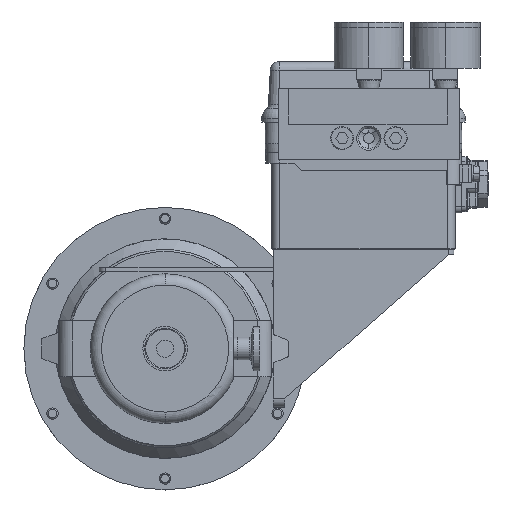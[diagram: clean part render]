
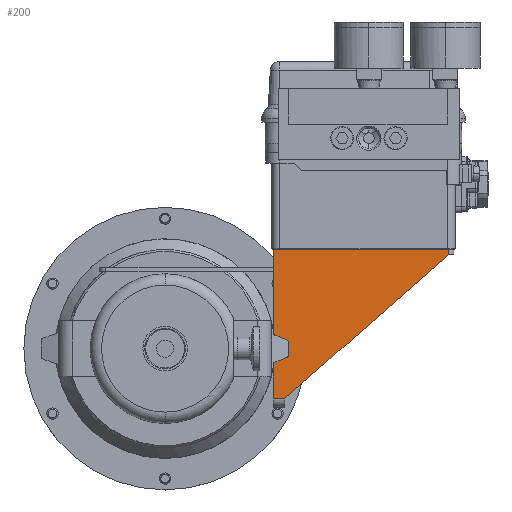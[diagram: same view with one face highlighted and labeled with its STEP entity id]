
A CAD part, front view. The second image highlights one B-rep face of the part: STEP entity #200.
In plain terms, the highlighted planar face has unit normal (0, -1, 0).
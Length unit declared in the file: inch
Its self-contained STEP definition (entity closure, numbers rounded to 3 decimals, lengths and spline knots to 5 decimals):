
#200 = ADVANCED_FACE ( 'NONE', ( #33285 ), #19288, .F. ) ;
#383 = VERTEX_POINT ( 'NONE', #20079 ) ;
#658 = VECTOR ( 'NONE', #20098, 39.37008 ) ;
#870 = ORIENTED_EDGE ( 'NONE', *, *, #16000, .F. ) ;
#1075 = DIRECTION ( 'NONE',  ( 1., 0., 0. ) ) ;
#1145 = CARTESIAN_POINT ( 'NONE',  ( 2.45, 1.31, 0.35574 ) ) ;
#1234 = DIRECTION ( 'NONE',  ( 0., 0., -1. ) ) ;
#1345 = DIRECTION ( 'NONE',  ( -0.929, 0., 0.369 ) ) ;
#3577 = VECTOR ( 'NONE', #1345, 39.37008 ) ;
#4325 = LINE ( 'NONE', #9006, #8276 ) ;
#4894 = DIRECTION ( 'NONE',  ( 0., 1., 0. ) ) ;
#5052 = CARTESIAN_POINT ( 'NONE',  ( 2.39, 1.31001, 2.19501 ) ) ;
#5211 = EDGE_CURVE ( 'NONE', #20759, #18246, #24743, .T. ) ;
#5689 = CARTESIAN_POINT ( 'NONE',  ( 2.45, 1.31, -0.35573 ) ) ;
#6837 = ORIENTED_EDGE ( 'NONE', *, *, #5211, .F. ) ;
#7034 = VECTOR ( 'NONE', #10174, 39.37008 ) ;
#7644 = LINE ( 'NONE', #42224, #7034 ) ;
#7847 = ORIENTED_EDGE ( 'NONE', *, *, #36344, .F. ) ;
#7990 = AXIS2_PLACEMENT_3D ( 'NONE', #40235, #4894, #22423 ) ;
#8276 = VECTOR ( 'NONE', #19474, 39.37008 ) ;
#8403 = DIRECTION ( 'NONE',  ( 0., 1., 0. ) ) ;
#8595 = VERTEX_POINT ( 'NONE', #29947 ) ;
#8681 = DIRECTION ( 'NONE',  ( 1., 0., 0. ) ) ;
#9006 = CARTESIAN_POINT ( 'NONE',  ( 6.265, 1.31001, 2.19501 ) ) ;
#9222 = EDGE_LOOP ( 'NONE', ( #870, #19494, #9986, #18858, #36880, #17397, #7847, #6837, #46461, #14243, #21886, #15285, #34787, #27825 ) ) ;
#9250 = CARTESIAN_POINT ( 'NONE',  ( 2.73, 1.31, 0.13927 ) ) ;
#9440 = VERTEX_POINT ( 'NONE', #14610 ) ;
#9625 = EDGE_CURVE ( 'NONE', #13680, #10304, #4325, .T. ) ;
#9986 = ORIENTED_EDGE ( 'NONE', *, *, #26560, .F. ) ;
#10174 = DIRECTION ( 'NONE',  ( 0.929, 0., 0.369 ) ) ;
#10304 = VERTEX_POINT ( 'NONE', #37131 ) ;
#10566 = VERTEX_POINT ( 'NONE', #20585 ) ;
#10652 = LINE ( 'NONE', #5052, #14101 ) ;
#10948 = CIRCLE ( 'NONE', #25047, 0.06 ) ;
#11721 = VERTEX_POINT ( 'NONE', #15416 ) ;
#11724 = DIRECTION ( 'NONE',  ( 0., -1., 0. ) ) ;
#12054 = DIRECTION ( 'NONE',  ( 0., 0., -1. ) ) ;
#12181 = EDGE_CURVE ( 'NONE', #11721, #8595, #10948, .T. ) ;
#12555 = LINE ( 'NONE', #35955, #658 ) ;
#13233 = LINE ( 'NONE', #22795, #16065 ) ;
#13680 = VERTEX_POINT ( 'NONE', #15315 ) ;
#13709 = VERTEX_POINT ( 'NONE', #43950 ) ;
#13721 = DIRECTION ( 'NONE',  ( -0.751, 0., -0.66 ) ) ;
#14101 = VECTOR ( 'NONE', #8681, 39.37008 ) ;
#14243 = ORIENTED_EDGE ( 'NONE', *, *, #42064, .F. ) ;
#14608 = CARTESIAN_POINT ( 'NONE',  ( 2.42786, 1.31, 0.29997 ) ) ;
#14610 = CARTESIAN_POINT ( 'NONE',  ( 2.39, 1.31, -1.10499 ) ) ;
#15285 = ORIENTED_EDGE ( 'NONE', *, *, #12181, .F. ) ;
#15315 = CARTESIAN_POINT ( 'NONE',  ( 6.265, 1.31001, 2.19501 ) ) ;
#15382 = CIRCLE ( 'NONE', #24217, 0.06 ) ;
#15416 = CARTESIAN_POINT ( 'NONE',  ( 2.39, 1.31, -0.35573 ) ) ;
#15553 = DIRECTION ( 'NONE',  ( 0., 0., -1. ) ) ;
#15615 = CARTESIAN_POINT ( 'NONE',  ( 2.49042, 1.31001, 2.19501 ) ) ;
#16000 = EDGE_CURVE ( 'NONE', #10304, #38731, #19751, .T. ) ;
#16065 = VECTOR ( 'NONE', #29896, 39.37008 ) ;
#16234 = VERTEX_POINT ( 'NONE', #15615 ) ;
#16282 = CARTESIAN_POINT ( 'NONE',  ( 2.39, 1.31001, 2.19501 ) ) ;
#16704 = VERTEX_POINT ( 'NONE', #14608 ) ;
#17397 = ORIENTED_EDGE ( 'NONE', *, *, #25335, .F. ) ;
#18157 = CARTESIAN_POINT ( 'NONE',  ( 2.69214, 1.31, 0.19504 ) ) ;
#18246 = VERTEX_POINT ( 'NONE', #18157 ) ;
#18858 = ORIENTED_EDGE ( 'NONE', *, *, #20629, .F. ) ;
#19288 = PLANE ( 'NONE',  #7990 ) ;
#19474 = DIRECTION ( 'NONE',  ( 0., 0., -1. ) ) ;
#19494 = ORIENTED_EDGE ( 'NONE', *, *, #9625, .F. ) ;
#19516 = EDGE_CURVE ( 'NONE', #8595, #10566, #7644, .T. ) ;
#19751 = LINE ( 'NONE', #31649, #30445 ) ;
#20079 = CARTESIAN_POINT ( 'NONE',  ( 2.39, 1.31001, 2.19501 ) ) ;
#20098 = DIRECTION ( 'NONE',  ( 0., 0., 1. ) ) ;
#20585 = CARTESIAN_POINT ( 'NONE',  ( 2.69214, 1.31, -0.19503 ) ) ;
#20629 = EDGE_CURVE ( 'NONE', #383, #16234, #25707, .T. ) ;
#20717 = VERTEX_POINT ( 'NONE', #29948 ) ;
#20759 = VERTEX_POINT ( 'NONE', #9250 ) ;
#21886 = ORIENTED_EDGE ( 'NONE', *, *, #19516, .F. ) ;
#22214 = VECTOR ( 'NONE', #24717, 39.37008 ) ;
#22252 = VECTOR ( 'NONE', #1075, 39.37008 ) ;
#22423 = DIRECTION ( 'NONE',  ( 0., 0., 1. ) ) ;
#22795 = CARTESIAN_POINT ( 'NONE',  ( 2.39, 1.31, -1.10499 ) ) ;
#22801 = EDGE_CURVE ( 'NONE', #383, #20717, #46435, .T. ) ;
#22809 = LINE ( 'NONE', #45010, #3577 ) ;
#24044 = DIRECTION ( 'NONE',  ( 0., 0., 1. ) ) ;
#24217 = AXIS2_PLACEMENT_3D ( 'NONE', #40977, #26666, #1234 ) ;
#24717 = DIRECTION ( 'NONE',  ( 0., 0., -1. ) ) ;
#24743 = CIRCLE ( 'NONE', #38746, 0.06 ) ;
#24970 = VECTOR ( 'NONE', #24044, 39.37008 ) ;
#25047 = AXIS2_PLACEMENT_3D ( 'NONE', #5689, #28458, #39144 ) ;
#25335 = EDGE_CURVE ( 'NONE', #16704, #20717, #44010, .T. ) ;
#25707 = LINE ( 'NONE', #16282, #22252 ) ;
#26560 = EDGE_CURVE ( 'NONE', #16234, #13680, #10652, .T. ) ;
#26632 = LINE ( 'NONE', #27358, #24970 ) ;
#26666 = DIRECTION ( 'NONE',  ( 0., -1., 0. ) ) ;
#27358 = CARTESIAN_POINT ( 'NONE',  ( 2.39, 1.31, -0.35573 ) ) ;
#27825 = ORIENTED_EDGE ( 'NONE', *, *, #43291, .T. ) ;
#28458 = DIRECTION ( 'NONE',  ( 0., 1., 0. ) ) ;
#29896 = DIRECTION ( 'NONE',  ( 1., 0., 0. ) ) ;
#29947 = CARTESIAN_POINT ( 'NONE',  ( 2.42786, 1.31, -0.29996 ) ) ;
#29948 = CARTESIAN_POINT ( 'NONE',  ( 2.39, 1.31, 0.35574 ) ) ;
#30262 = EDGE_CURVE ( 'NONE', #9440, #11721, #26632, .T. ) ;
#30445 = VECTOR ( 'NONE', #13721, 39.37008 ) ;
#31630 = CARTESIAN_POINT ( 'NONE',  ( 2.65, 1.31, -1.10499 ) ) ;
#31649 = CARTESIAN_POINT ( 'NONE',  ( 6.265, 1.31001, 2.07501 ) ) ;
#33285 = FACE_OUTER_BOUND ( 'NONE', #9222, .T. ) ;
#34787 = ORIENTED_EDGE ( 'NONE', *, *, #30262, .F. ) ;
#35955 = CARTESIAN_POINT ( 'NONE',  ( 2.73, 1.31, 0.13927 ) ) ;
#36344 = EDGE_CURVE ( 'NONE', #18246, #16704, #22809, .T. ) ;
#36880 = ORIENTED_EDGE ( 'NONE', *, *, #22801, .T. ) ;
#37131 = CARTESIAN_POINT ( 'NONE',  ( 6.265, 1.31001, 2.07501 ) ) ;
#38731 = VERTEX_POINT ( 'NONE', #31630 ) ;
#38746 = AXIS2_PLACEMENT_3D ( 'NONE', #44025, #11724, #15553 ) ;
#39144 = DIRECTION ( 'NONE',  ( 0., 0., 1. ) ) ;
#40235 = CARTESIAN_POINT ( 'NONE',  ( 2.39, 1.31001, 2.19501 ) ) ;
#40977 = CARTESIAN_POINT ( 'NONE',  ( 2.67, 1.31, -0.13926 ) ) ;
#42064 = EDGE_CURVE ( 'NONE', #10566, #13709, #15382, .T. ) ;
#42078 = EDGE_CURVE ( 'NONE', #13709, #20759, #12555, .T. ) ;
#42224 = CARTESIAN_POINT ( 'NONE',  ( 2.69214, 1.31, -0.19503 ) ) ;
#42607 = CARTESIAN_POINT ( 'NONE',  ( 2.39, 1.31001, 2.19501 ) ) ;
#43291 = EDGE_CURVE ( 'NONE', #9440, #38731, #13233, .T. ) ;
#43950 = CARTESIAN_POINT ( 'NONE',  ( 2.73, 1.31, -0.13926 ) ) ;
#44010 = CIRCLE ( 'NONE', #44744, 0.06 ) ;
#44025 = CARTESIAN_POINT ( 'NONE',  ( 2.67, 1.31, 0.13927 ) ) ;
#44744 = AXIS2_PLACEMENT_3D ( 'NONE', #1145, #8403, #12054 ) ;
#45010 = CARTESIAN_POINT ( 'NONE',  ( 2.42786, 1.31, 0.29997 ) ) ;
#46435 = LINE ( 'NONE', #42607, #22214 ) ;
#46461 = ORIENTED_EDGE ( 'NONE', *, *, #42078, .F. ) ;
